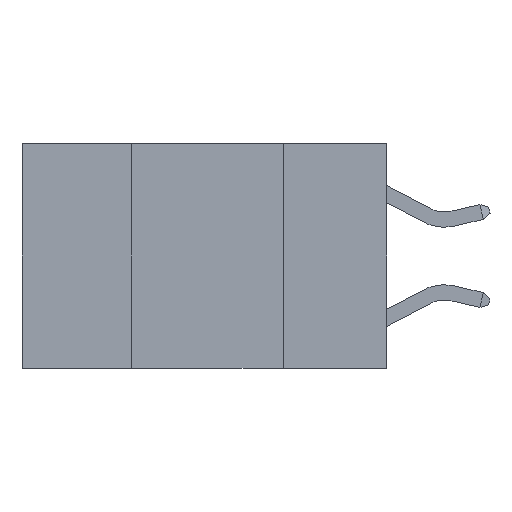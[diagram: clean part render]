
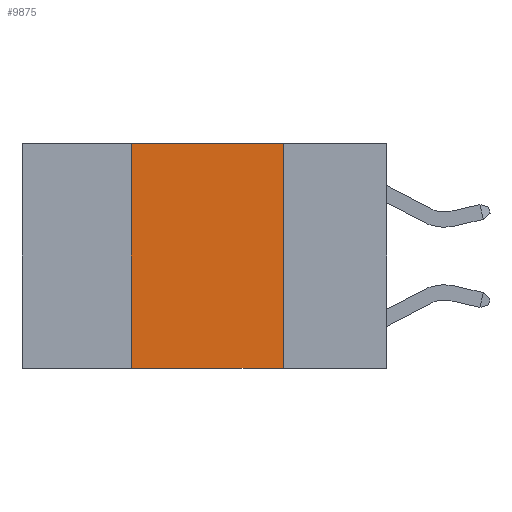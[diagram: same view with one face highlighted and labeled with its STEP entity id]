
A CAD part, left-side view. The second image highlights one B-rep face of the part: STEP entity #9875.
In plain terms, the highlighted planar face has unit normal (-1, 0, 0).
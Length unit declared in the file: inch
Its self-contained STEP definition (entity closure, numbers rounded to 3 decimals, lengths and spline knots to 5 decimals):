
#162 = CARTESIAN_POINT ( 'NONE',  ( 0., 0.6, -0.37 ) ) ;
#1271 = VECTOR ( 'NONE', #21661, 39.37008 ) ;
#1274 = ORIENTED_EDGE ( 'NONE', *, *, #11277, .F. ) ;
#1658 = DIRECTION ( 'NONE',  ( 0., 0., -1. ) ) ;
#1872 = ORIENTED_EDGE ( 'NONE', *, *, #10024, .T. ) ;
#2569 = CARTESIAN_POINT ( 'NONE',  ( 0., 0.42, 0. ) ) ;
#6412 = VECTOR ( 'NONE', #18787, 39.37008 ) ;
#7326 = DIRECTION ( 'NONE',  ( 0., 0., 1. ) ) ;
#7847 = FACE_OUTER_BOUND ( 'NONE', #23336, .T. ) ;
#8697 = CARTESIAN_POINT ( 'NONE',  ( 0., 0.17, 0. ) ) ;
#9581 = AXIS2_PLACEMENT_3D ( 'NONE', #11054, #12935, #1658 ) ;
#9875 = ADVANCED_FACE ( 'NONE', ( #7847 ), #22142, .F. ) ;
#10024 = EDGE_CURVE ( 'NONE', #17695, #15079, #20652, .T. ) ;
#10207 = DIRECTION ( 'NONE',  ( 0., -1., 0. ) ) ;
#10726 = LINE ( 'NONE', #8697, #1271 ) ;
#11054 = CARTESIAN_POINT ( 'NONE',  ( 0., 0.6, 0. ) ) ;
#11277 = EDGE_CURVE ( 'NONE', #17695, #15770, #13085, .T. ) ;
#11913 = CARTESIAN_POINT ( 'NONE',  ( 0., 0.17, -0.37 ) ) ;
#12309 = CARTESIAN_POINT ( 'NONE',  ( 0., 0.17, 0. ) ) ;
#12508 = VECTOR ( 'NONE', #7326, 39.37008 ) ;
#12546 = EDGE_CURVE ( 'NONE', #20430, #15079, #10726, .T. ) ;
#12935 = DIRECTION ( 'NONE',  ( 1., 0., 0. ) ) ;
#13085 = LINE ( 'NONE', #18430, #12508 ) ;
#13572 = LINE ( 'NONE', #21290, #14174 ) ;
#13844 = CARTESIAN_POINT ( 'NONE',  ( 0., 0.42, -0.37 ) ) ;
#14174 = VECTOR ( 'NONE', #10207, 39.37008 ) ;
#15079 = VERTEX_POINT ( 'NONE', #11913 ) ;
#15770 = VERTEX_POINT ( 'NONE', #2569 ) ;
#17695 = VERTEX_POINT ( 'NONE', #13844 ) ;
#18430 = CARTESIAN_POINT ( 'NONE',  ( 0., 0.42, 0. ) ) ;
#18787 = DIRECTION ( 'NONE',  ( 0., -1., 0. ) ) ;
#19993 = ORIENTED_EDGE ( 'NONE', *, *, #12546, .F. ) ;
#20430 = VERTEX_POINT ( 'NONE', #12309 ) ;
#20583 = ORIENTED_EDGE ( 'NONE', *, *, #21063, .F. ) ;
#20652 = LINE ( 'NONE', #162, #6412 ) ;
#21063 = EDGE_CURVE ( 'NONE', #15770, #20430, #13572, .T. ) ;
#21290 = CARTESIAN_POINT ( 'NONE',  ( 0., 0.6, 0. ) ) ;
#21661 = DIRECTION ( 'NONE',  ( 0., 0., -1. ) ) ;
#22142 = PLANE ( 'NONE',  #9581 ) ;
#23336 = EDGE_LOOP ( 'NONE', ( #19993, #20583, #1274, #1872 ) ) ;
